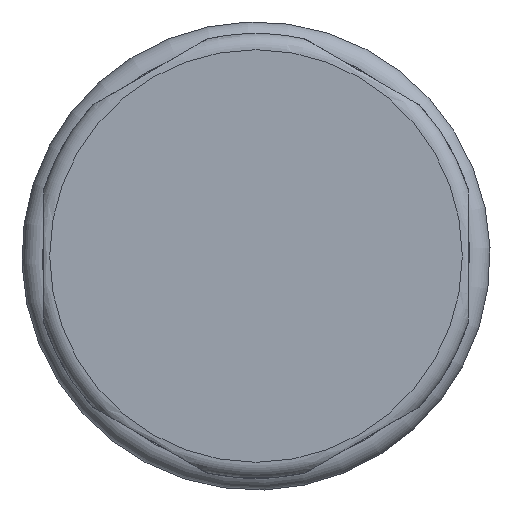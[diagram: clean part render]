
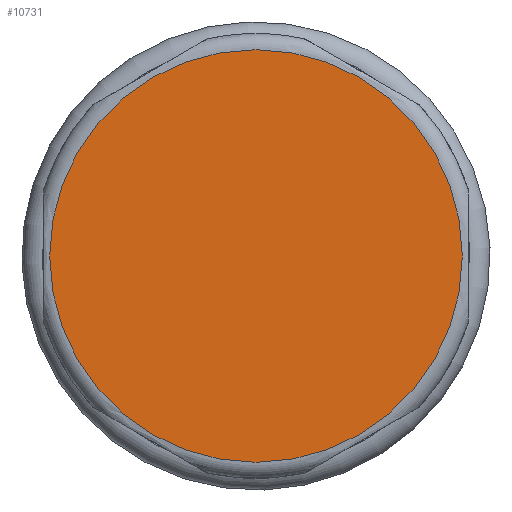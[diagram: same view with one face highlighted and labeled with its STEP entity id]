
A CAD part, left-side view. The second image highlights one B-rep face of the part: STEP entity #10731.
In plain terms, the highlighted planar face has unit normal (-1, 0, 0).
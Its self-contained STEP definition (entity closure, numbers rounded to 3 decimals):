
#510=PLANE('',#11213);
#1085=FACE_OUTER_BOUND('',#1696,.T.);
#1696=EDGE_LOOP('',(#9279,#9280));
#3816=CIRCLE('',#11214,10.2);
#3817=CIRCLE('',#11215,10.2);
#4838=VERTEX_POINT('',#81194);
#4839=VERTEX_POINT('',#81195);
#6341=EDGE_CURVE('',#4838,#4839,#3816,.T.);
#6342=EDGE_CURVE('',#4839,#4838,#3817,.T.);
#9279=ORIENTED_EDGE('',*,*,#6341,.F.);
#9280=ORIENTED_EDGE('',*,*,#6342,.F.);
#10731=ADVANCED_FACE('',(#1085),#510,.T.);
#11213=AXIS2_PLACEMENT_3D('',#81193,#12710,#12711);
#11214=AXIS2_PLACEMENT_3D('',#81196,#12712,#12713);
#11215=AXIS2_PLACEMENT_3D('',#81197,#12714,#12715);
#12710=DIRECTION('center_axis',(-1.,0.,0.));
#12711=DIRECTION('ref_axis',(0.,0.,1.));
#12712=DIRECTION('center_axis',(1.,0.,0.));
#12713=DIRECTION('ref_axis',(0.,-1.,0.));
#12714=DIRECTION('center_axis',(1.,0.,0.));
#12715=DIRECTION('ref_axis',(0.,-1.,0.));
#81193=CARTESIAN_POINT('Origin',(0.,8.75,0.));
#81194=CARTESIAN_POINT('',(0.,10.2,0.));
#81195=CARTESIAN_POINT('',(0.,0.,10.2));
#81196=CARTESIAN_POINT('Origin',(0.,0.,0.));
#81197=CARTESIAN_POINT('Origin',(0.,0.,0.));
